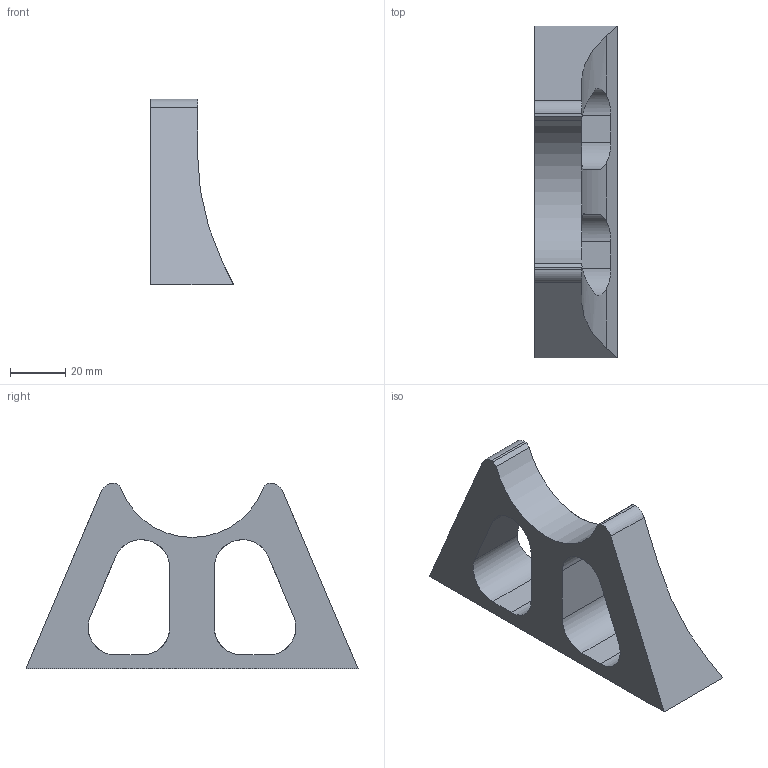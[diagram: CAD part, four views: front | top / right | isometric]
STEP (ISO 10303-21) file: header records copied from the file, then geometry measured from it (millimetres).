
FILE_DESCRIPTION(('CATIA V5 STEP Exchange'),'2;1');
FILE_NAME('CC023-F1-101A Support Vilo 1.stp','2023-03-27T19:41:37+00:00',('none'),('none'),'Version 5-6 Release 2013','CATIA V5 STEP AP203','none');
FILE_SCHEMA(('CONFIG_CONTROL_DESIGN'));
Length unit declared in the file: millimetre
Products named in the file (1): CC023-F1-101A Support Vilo 1
Bounding box: 30 x 120 x 67.09 mm (x, y, z)
Volume: 72332.5 mm3; surface area: 20722.9 mm2
Topology: 1 solids, 1 shells, 49 faces, 134 edges, 82 vertices
Faces by surface type: cylinder 20, plane 17, cone 12
Entity records: 1525 total; most frequent: CARTESIAN_POINT 358, ORIENTED_EDGE 256, DIRECTION 184, EDGE_CURVE 128, VERTEX_POINT 82, AXIS2_PLACEMENT_3D 75, VECTOR 73, LINE 73
